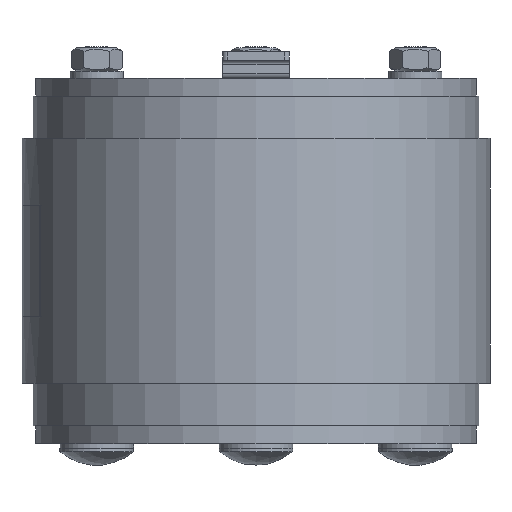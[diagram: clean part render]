
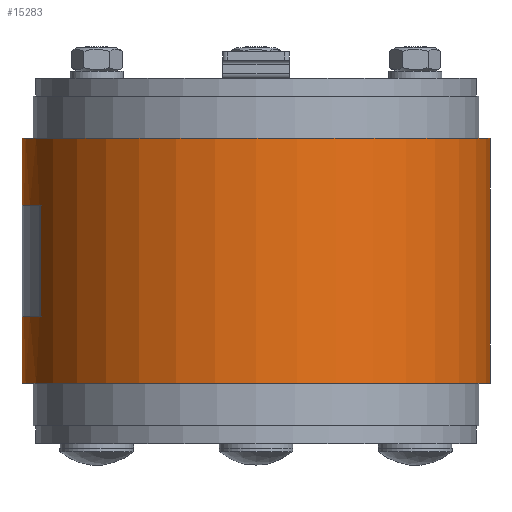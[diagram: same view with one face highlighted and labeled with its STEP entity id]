
A CAD part, front view. The second image highlights one B-rep face of the part: STEP entity #15283.
In plain terms, the highlighted cylindrical face has radius 52.5 mm (diameter 105 mm), a partial arc.
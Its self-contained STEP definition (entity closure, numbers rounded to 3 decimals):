
#1899=LINE('',#25641,#3554);
#1906=LINE('',#25658,#3561);
#1916=LINE('',#25677,#3571);
#1925=LINE('',#25703,#3580);
#1926=LINE('',#25707,#3581);
#1927=LINE('',#25710,#3582);
#3554=VECTOR('',#19438,25.);
#3561=VECTOR('',#19455,15.);
#3571=VECTOR('',#19475,15.);
#3580=VECTOR('',#19504,15.);
#3581=VECTOR('',#19507,25.);
#3582=VECTOR('',#19510,15.);
#5532=FACE_OUTER_BOUND('',#6442,.T.);
#6442=EDGE_LOOP('',(#14263,#14264,#14265,#14266,#14267,#14268,#14269,#14270,
#14271,#14272,#14273,#14274,#14275,#14276));
#6615=CIRCLE('',#16127,52.5);
#6617=CIRCLE('',#16130,52.5);
#6619=CIRCLE('',#16133,52.5);
#6621=CIRCLE('',#16137,52.5);
#6623=CIRCLE('',#16150,52.5);
#6626=CIRCLE('',#16154,52.5);
#6627=CIRCLE('',#16156,52.5);
#6628=CIRCLE('',#16157,52.5);
#7995=VERTEX_POINT('',#25613);
#7996=VERTEX_POINT('',#25614);
#7999=VERTEX_POINT('',#25622);
#8000=VERTEX_POINT('',#25623);
#8003=VERTEX_POINT('',#25631);
#8004=VERTEX_POINT('',#25632);
#8007=VERTEX_POINT('',#25640);
#8009=VERTEX_POINT('',#25646);
#8019=VERTEX_POINT('',#25690);
#8022=VERTEX_POINT('',#25698);
#8023=VERTEX_POINT('',#25702);
#8024=VERTEX_POINT('',#25704);
#8025=VERTEX_POINT('',#25706);
#8026=VERTEX_POINT('',#25708);
#10073=EDGE_CURVE('',#7995,#7996,#6615,.T.);
#10077=EDGE_CURVE('',#7999,#8000,#6617,.T.);
#10081=EDGE_CURVE('',#8003,#8004,#6619,.T.);
#10085=EDGE_CURVE('',#8004,#8007,#1899,.T.);
#10088=EDGE_CURVE('',#8007,#8009,#6621,.T.);
#10094=EDGE_CURVE('',#7995,#8009,#1906,.T.);
#10104=EDGE_CURVE('',#8003,#8000,#1916,.T.);
#10111=EDGE_CURVE('',#8019,#7999,#6623,.T.);
#10116=EDGE_CURVE('',#7996,#8022,#6626,.T.);
#10117=EDGE_CURVE('',#8022,#8023,#1925,.T.);
#10118=EDGE_CURVE('',#8023,#8024,#6627,.T.);
#10119=EDGE_CURVE('',#8024,#8025,#1926,.T.);
#10120=EDGE_CURVE('',#8025,#8026,#6628,.T.);
#10121=EDGE_CURVE('',#8026,#8019,#1927,.T.);
#14263=ORIENTED_EDGE('',*,*,#10116,.T.);
#14264=ORIENTED_EDGE('',*,*,#10117,.T.);
#14265=ORIENTED_EDGE('',*,*,#10118,.T.);
#14266=ORIENTED_EDGE('',*,*,#10119,.T.);
#14267=ORIENTED_EDGE('',*,*,#10120,.T.);
#14268=ORIENTED_EDGE('',*,*,#10121,.T.);
#14269=ORIENTED_EDGE('',*,*,#10111,.T.);
#14270=ORIENTED_EDGE('',*,*,#10077,.T.);
#14271=ORIENTED_EDGE('',*,*,#10104,.F.);
#14272=ORIENTED_EDGE('',*,*,#10081,.T.);
#14273=ORIENTED_EDGE('',*,*,#10085,.T.);
#14274=ORIENTED_EDGE('',*,*,#10088,.T.);
#14275=ORIENTED_EDGE('',*,*,#10094,.F.);
#14276=ORIENTED_EDGE('',*,*,#10073,.T.);
#14481=CYLINDRICAL_SURFACE('',#16155,52.5);
#15283=ADVANCED_FACE('',(#5532),#14481,.T.);
#16127=AXIS2_PLACEMENT_3D('',#25615,#19414,#19415);
#16130=AXIS2_PLACEMENT_3D('',#25624,#19422,#19423);
#16133=AXIS2_PLACEMENT_3D('',#25633,#19430,#19431);
#16137=AXIS2_PLACEMENT_3D('',#25647,#19443,#19444);
#16150=AXIS2_PLACEMENT_3D('',#25691,#19490,#19491);
#16154=AXIS2_PLACEMENT_3D('',#25700,#19500,#19501);
#16155=AXIS2_PLACEMENT_3D('',#25701,#19502,#19503);
#16156=AXIS2_PLACEMENT_3D('',#25705,#19505,#19506);
#16157=AXIS2_PLACEMENT_3D('',#25709,#19508,#19509);
#19414=DIRECTION('center_axis',(0.,-1.,0.));
#19415=DIRECTION('ref_axis',(0.,0.,-1.));
#19422=DIRECTION('center_axis',(0.,1.,0.));
#19423=DIRECTION('ref_axis',(0.,0.,-1.));
#19430=DIRECTION('center_axis',(0.,-1.,0.));
#19431=DIRECTION('ref_axis',(0.,0.,-1.));
#19438=DIRECTION('',(0.,1.,0.));
#19443=DIRECTION('center_axis',(0.,1.,0.));
#19444=DIRECTION('ref_axis',(0.,0.,-1.));
#19455=DIRECTION('',(0.,-1.,0.));
#19475=DIRECTION('',(0.,-1.,0.));
#19490=DIRECTION('center_axis',(0.,1.,0.));
#19491=DIRECTION('ref_axis',(0.,0.,1.));
#19500=DIRECTION('center_axis',(0.,-1.,0.));
#19501=DIRECTION('ref_axis',(0.,0.,1.));
#19502=DIRECTION('center_axis',(0.,-1.,0.));
#19503=DIRECTION('ref_axis',(0.,0.,1.));
#19504=DIRECTION('',(0.,-1.,0.));
#19505=DIRECTION('center_axis',(0.,-1.,0.));
#19506=DIRECTION('ref_axis',(0.,0.,1.));
#19507=DIRECTION('',(0.,-1.,0.));
#19508=DIRECTION('center_axis',(0.,1.,0.));
#19509=DIRECTION('ref_axis',(-0.389,0.,0.921));
#19510=DIRECTION('',(0.,-1.,0.));
#25613=CARTESIAN_POINT('',(-80.499,27.5,-1.25));
#25614=CARTESIAN_POINT('',(-80.499,27.5,103.75));
#25615=CARTESIAN_POINT('Origin',(-80.499,27.5,51.25));
#25622=CARTESIAN_POINT('',(-80.499,-27.5,103.75));
#25623=CARTESIAN_POINT('',(-80.499,-27.5,-1.25));
#25624=CARTESIAN_POINT('Origin',(-80.499,-27.5,51.25));
#25631=CARTESIAN_POINT('',(-80.499,-12.5,-1.25));
#25632=CARTESIAN_POINT('',(-60.53,-12.5,2.696));
#25633=CARTESIAN_POINT('Origin',(-80.499,-12.5,51.25));
#25640=CARTESIAN_POINT('',(-60.53,12.5,2.696));
#25641=CARTESIAN_POINT('',(-60.53,0.,2.696));
#25646=CARTESIAN_POINT('',(-80.499,12.5,-1.25));
#25647=CARTESIAN_POINT('Origin',(-80.499,12.5,51.25));
#25658=CARTESIAN_POINT('',(-80.499,13.75,-1.25));
#25677=CARTESIAN_POINT('',(-80.499,-6.25,-1.25));
#25690=CARTESIAN_POINT('',(-80.504,-27.5,103.75));
#25691=CARTESIAN_POINT('Origin',(-80.499,-27.5,51.25));
#25698=CARTESIAN_POINT('',(-80.504,27.5,103.75));
#25700=CARTESIAN_POINT('Origin',(-80.499,27.5,51.25));
#25701=CARTESIAN_POINT('Origin',(-80.499,0.,
51.25));
#25702=CARTESIAN_POINT('',(-80.504,12.5,103.75));
#25703=CARTESIAN_POINT('',(-80.504,-27.5,103.75));
#25704=CARTESIAN_POINT('',(-100.948,12.5,99.604));
#25705=CARTESIAN_POINT('Origin',(-80.499,12.5,51.25));
#25706=CARTESIAN_POINT('',(-100.948,-12.5,99.604));
#25707=CARTESIAN_POINT('',(-100.948,-12.5,99.604));
#25708=CARTESIAN_POINT('',(-80.504,-12.5,103.75));
#25709=CARTESIAN_POINT('Origin',(-80.499,-12.5,51.25));
#25710=CARTESIAN_POINT('',(-80.504,-27.5,103.75));
